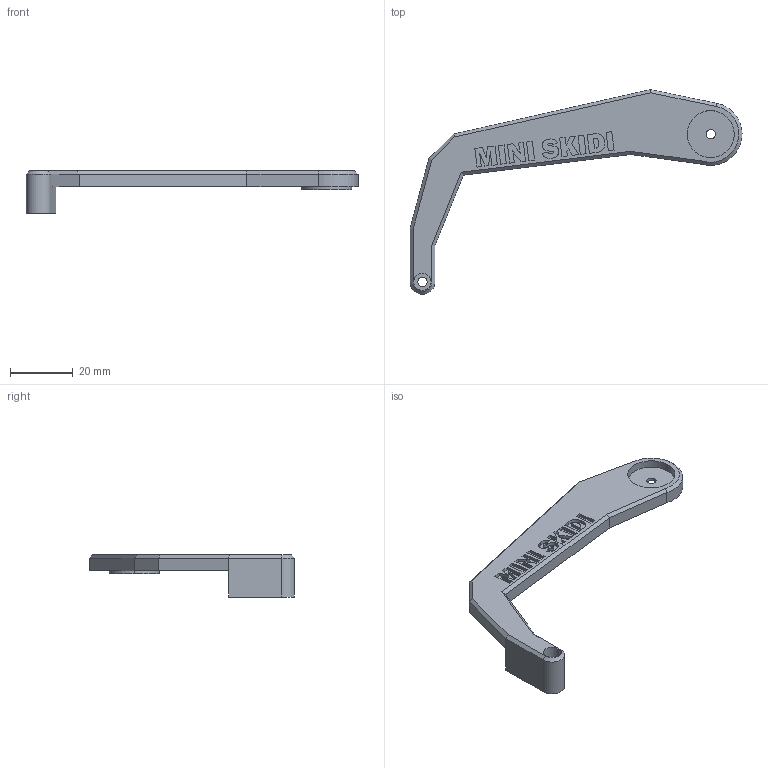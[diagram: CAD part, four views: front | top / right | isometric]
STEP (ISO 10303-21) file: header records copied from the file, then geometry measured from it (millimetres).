
FILE_DESCRIPTION (( 'STEP AP203' ), '1' );
FILE_NAME ('4.) Left Arm 2.1.STEP', '2023-09-26T15:39:48', ( '' ), ( '' ), 'SwSTEP 2.0', 'SolidWorks 2023', '' );
FILE_SCHEMA (( 'CONFIG_CONTROL_DESIGN' ));
Length unit declared in the file: millimetre
Products named in the file (1): 4.) Left Arm 2.1
Bounding box: 106.09 x 65.43 x 13.45 mm (x, y, z)
Volume: 10622 mm3; surface area: 6595.8 mm2
Topology: 1 solids, 1 shells, 144 faces, 365 edges, 239 vertices
Faces by surface type: plane 106, bspline 20, cylinder 16, cone 2
Entity records: 5137 total; most frequent: CARTESIAN_POINT 1684, ORIENTED_EDGE 730, DIRECTION 608, EDGE_CURVE 365, VECTOR 290, LINE 290, VERTEX_POINT 239, EDGE_LOOP 164
